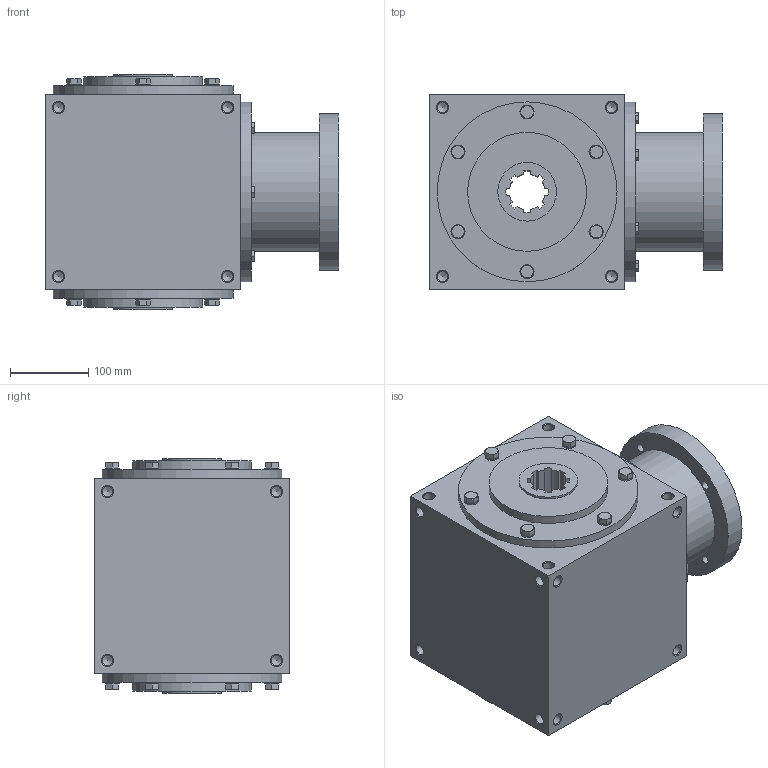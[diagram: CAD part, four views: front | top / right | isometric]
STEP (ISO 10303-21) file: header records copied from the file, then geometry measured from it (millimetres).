
FILE_DESCRIPTION( ( 'STEP AP214' ), '1' );
FILE_NAME( 'MRB250_MC2_R.1_2_132_B14.stp', '2018-08-14T10:52:12', ( '' ), ( '' ), ' ', 'PARTsolutions', ' ' );
FILE_SCHEMA( ( 'AUTOMOTIVE_DESIGN { 1 0 10303 214 1 1 1 1 }' ) );
Length unit declared in the file: millimetre
Products named in the file (5): MRB250_MC2_R.1/2_132/B14; _MRB25020-case; _MRX250_12-flange; _250-fl_screw; _RC_RR250-screw
Assembly tree (20 placements, depth 2):
  MRB250_MC2_R.1/2_132/B14
    _MRB25020-case
    _MRX250_12-flange
    _250-fl_screw  x6
    _RC_RR250-screw  x12
Bounding box: 375 x 250 x 300 mm (x, y, z)
Volume: 18647481.8 mm3; surface area: 705696.1 mm2
Topology: 20 solids, 20 shells, 609 faces, 1469 edges, 881 vertices
Faces by surface type: plane 344, cone 156, cylinder 109
Full cylindrical faces by diameter (mm): 11 x4, 13.835 x48, 17.5 x12, 56 x1, 67 x1, 75 x2, 130 x1, 152 x3, 200 x1, 230 x3
Entity records: 9082 total; most frequent: DIRECTION 1294, CARTESIAN_POINT 1285, ORIENTED_EDGE 1002, AXIS2_PLACEMENT_3D 554, EDGE_CURVE 501, VERTEX_POINT 385, EDGE_LOOP 378, FACE_OUTER_BOUND 307
